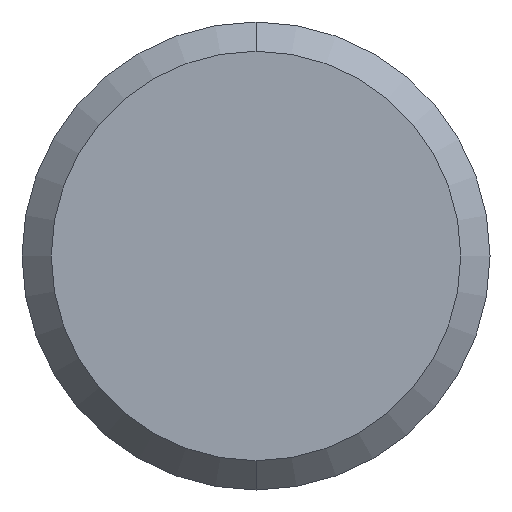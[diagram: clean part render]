
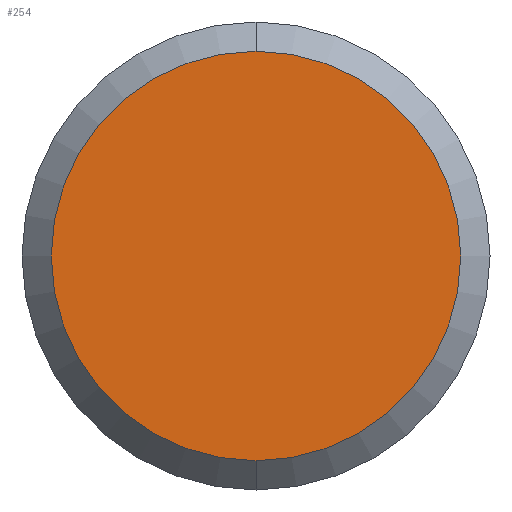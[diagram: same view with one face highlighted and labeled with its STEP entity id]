
A CAD part, front view. The second image highlights one B-rep face of the part: STEP entity #254.
In plain terms, the highlighted planar face has unit normal (0, -1, 0).
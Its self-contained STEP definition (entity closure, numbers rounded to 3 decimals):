
#11 = CARTESIAN_POINT ( 'NONE',  ( 0., 0., 0. ) ) ;
#28 = AXIS2_PLACEMENT_3D ( 'NONE', #113, #152, #68 ) ;
#29 = ORIENTED_EDGE ( 'NONE', *, *, #72, .T. ) ;
#54 = EDGE_LOOP ( 'NONE', ( #244, #29 ) ) ;
#66 = DIRECTION ( 'NONE',  ( 0., 0., 1. ) ) ;
#68 = DIRECTION ( 'NONE',  ( 0., 0., 1. ) ) ;
#72 = EDGE_CURVE ( 'NONE', #182, #104, #251, .T. ) ;
#90 = AXIS2_PLACEMENT_3D ( 'NONE', #211, #150, #101 ) ;
#101 = DIRECTION ( 'NONE',  ( 0., 0., 1. ) ) ;
#104 = VERTEX_POINT ( 'NONE', #126 ) ;
#113 = CARTESIAN_POINT ( 'NONE',  ( 0., 0., 0. ) ) ;
#126 = CARTESIAN_POINT ( 'NONE',  ( 0., 0., 3.5 ) ) ;
#133 = PLANE ( 'NONE',  #154 ) ;
#150 = DIRECTION ( 'NONE',  ( 0., -1., 0. ) ) ;
#152 = DIRECTION ( 'NONE',  ( 0., -1., 0. ) ) ;
#154 = AXIS2_PLACEMENT_3D ( 'NONE', #11, #237, #66 ) ;
#182 = VERTEX_POINT ( 'NONE', #263 ) ;
#197 = FACE_OUTER_BOUND ( 'NONE', #54, .T. ) ;
#211 = CARTESIAN_POINT ( 'NONE',  ( 0., 0., 0. ) ) ;
#226 = EDGE_CURVE ( 'NONE', #104, #182, #268, .T. ) ;
#237 = DIRECTION ( 'NONE',  ( 0., 1., 0. ) ) ;
#244 = ORIENTED_EDGE ( 'NONE', *, *, #226, .T. ) ;
#251 = CIRCLE ( 'NONE', #90, 3.5 ) ;
#254 = ADVANCED_FACE ( 'NONE', ( #197 ), #133, .F. ) ;
#263 = CARTESIAN_POINT ( 'NONE',  ( 0., 0., -3.5 ) ) ;
#268 = CIRCLE ( 'NONE', #28, 3.5 ) ;
